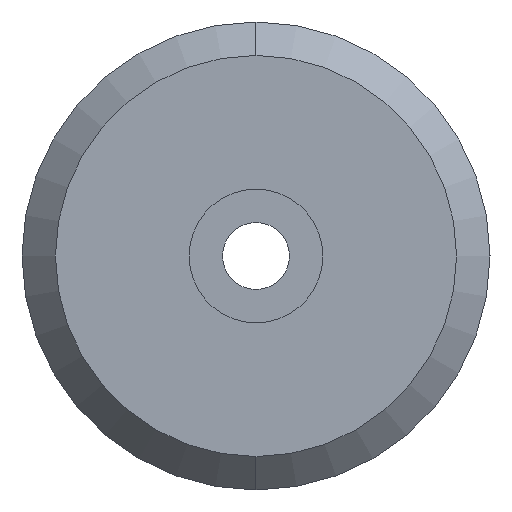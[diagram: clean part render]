
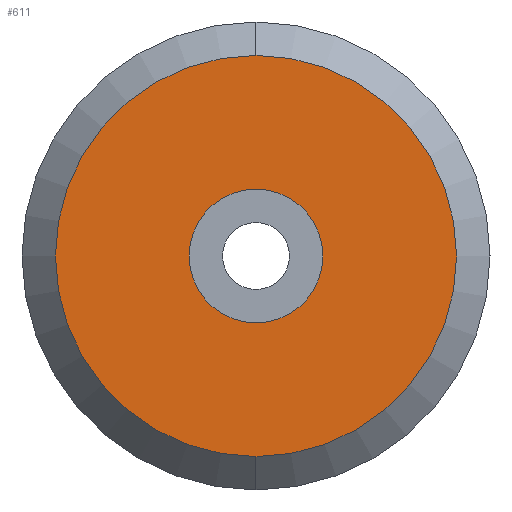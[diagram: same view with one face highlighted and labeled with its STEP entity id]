
A CAD part, left-side view. The second image highlights one B-rep face of the part: STEP entity #611.
In plain terms, the highlighted planar face has unit normal (-1, 0, 0).
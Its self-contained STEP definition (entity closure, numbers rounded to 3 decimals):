
#77 = CIRCLE ( 'NONE', #100, 6. ) ;
#98 = ORIENTED_EDGE ( 'NONE', *, *, #777, .T. ) ;
#100 = AXIS2_PLACEMENT_3D ( 'NONE', #397, #401, #407 ) ;
#102 = CIRCLE ( 'NONE', #111, 2. ) ;
#111 = AXIS2_PLACEMENT_3D ( 'NONE', #332, #358, #364 ) ;
#122 = AXIS2_PLACEMENT_3D ( 'NONE', #266, #488, #467 ) ;
#133 = AXIS2_PLACEMENT_3D ( 'NONE', #245, #239, #243 ) ;
#170 = VERTEX_POINT ( 'NONE', #1099 ) ;
#173 = EDGE_LOOP ( 'NONE', ( #869, #98 ) ) ;
#178 = CARTESIAN_POINT ( 'NONE',  ( -110., 0., -2. ) ) ;
#188 = EDGE_LOOP ( 'NONE', ( #902, #788 ) ) ;
#212 = DIRECTION ( 'NONE',  ( 0., 0., 1. ) ) ;
#214 = DIRECTION ( 'NONE',  ( -1., 0., 0. ) ) ;
#239 = DIRECTION ( 'NONE',  ( 1., 0., 0. ) ) ;
#243 = DIRECTION ( 'NONE',  ( 0., 0., -1. ) ) ;
#245 = CARTESIAN_POINT ( 'NONE',  ( -110., 0., 0. ) ) ;
#264 = CIRCLE ( 'NONE', #122, 2. ) ;
#266 = CARTESIAN_POINT ( 'NONE',  ( -110., 0., 0. ) ) ;
#267 = AXIS2_PLACEMENT_3D ( 'NONE', #272, #214, #212 ) ;
#272 = CARTESIAN_POINT ( 'NONE',  ( -110., 2., 0. ) ) ;
#281 = CIRCLE ( 'NONE', #133, 6. ) ;
#289 = VERTEX_POINT ( 'NONE', #1239 ) ;
#296 = PLANE ( 'NONE',  #267 ) ;
#332 = CARTESIAN_POINT ( 'NONE',  ( -110., 0., 0. ) ) ;
#356 = VERTEX_POINT ( 'NONE', #1160 ) ;
#358 = DIRECTION ( 'NONE',  ( 1., 0., 0. ) ) ;
#364 = DIRECTION ( 'NONE',  ( 0., 0., -1. ) ) ;
#397 = CARTESIAN_POINT ( 'NONE',  ( -110., 0., 0. ) ) ;
#401 = DIRECTION ( 'NONE',  ( 1., 0., 0. ) ) ;
#407 = DIRECTION ( 'NONE',  ( 0., 0., -1. ) ) ;
#467 = DIRECTION ( 'NONE',  ( 0., 0., -1. ) ) ;
#488 = DIRECTION ( 'NONE',  ( 1., 0., 0. ) ) ;
#611 = ADVANCED_FACE ( 'NONE', ( #1196, #1209 ), #296, .T. ) ;
#621 = VERTEX_POINT ( 'NONE', #178 ) ;
#768 = EDGE_CURVE ( 'NONE', #356, #170, #281, .T. ) ;
#777 = EDGE_CURVE ( 'NONE', #289, #621, #264, .T. ) ;
#788 = ORIENTED_EDGE ( 'NONE', *, *, #817, .F. ) ;
#809 = EDGE_CURVE ( 'NONE', #621, #289, #102, .T. ) ;
#817 = EDGE_CURVE ( 'NONE', #170, #356, #77, .T. ) ;
#869 = ORIENTED_EDGE ( 'NONE', *, *, #809, .T. ) ;
#902 = ORIENTED_EDGE ( 'NONE', *, *, #768, .F. ) ;
#1099 = CARTESIAN_POINT ( 'NONE',  ( -110., 0., 6. ) ) ;
#1160 = CARTESIAN_POINT ( 'NONE',  ( -110., 0., -6. ) ) ;
#1196 = FACE_BOUND ( 'NONE', #173, .T. ) ;
#1209 = FACE_OUTER_BOUND ( 'NONE', #188, .T. ) ;
#1239 = CARTESIAN_POINT ( 'NONE',  ( -110., 0., 2. ) ) ;
